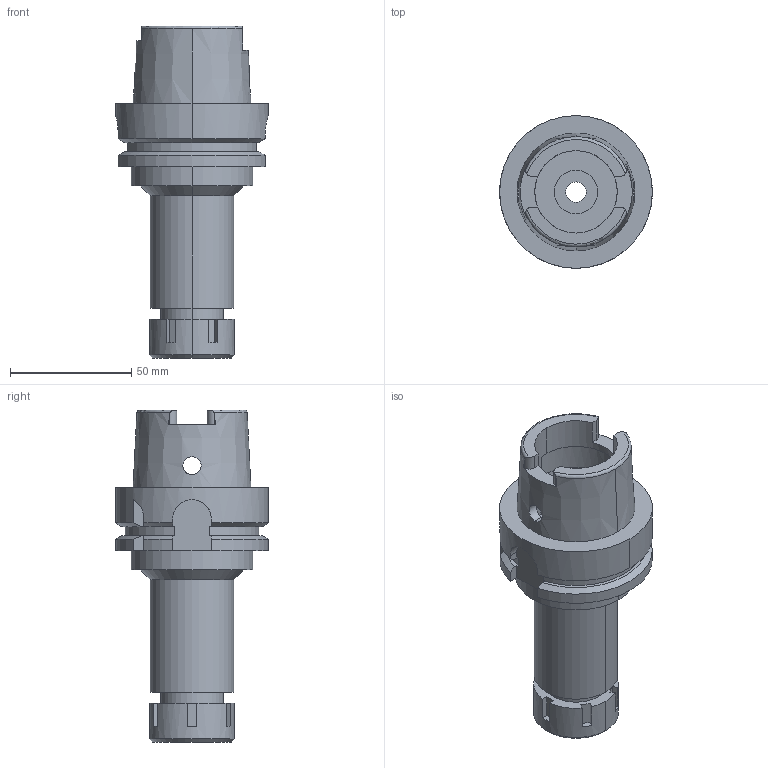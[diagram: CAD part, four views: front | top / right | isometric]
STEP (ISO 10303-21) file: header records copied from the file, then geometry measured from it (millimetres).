
FILE_DESCRIPTION((''),'2;1');
FILE_NAME('HA63NB13105-130_ASM','2017-11-07T',('ykawabe'),(''),'CREO PARAMETRIC BY PTC INC, 2016380','CREO PARAMETRIC BY PTC INC, 2016380','');
FILE_SCHEMA(('AUTOMOTIVE_DESIGN { 1 0 10303 214 1 1 1 1 }'));
Length unit declared in the file: millimetre
Products named in the file (5): HSK-A63-NBS13-105_1; NBC13-13_1; NBN13_1; DXF_TEMP_ASSY_ASM_4_ASM; HA63NB13105-130_ASM
Assembly tree (4 placements, depth 3):
  HA63NB13105-130_ASM
    DXF_TEMP_ASSY_ASM_4_ASM
      HSK-A63-NBS13-105_1
      NBC13-13_1
      NBN13_1
Bounding box: 63 x 63 x 137 mm (x, y, z)
Volume: 150482.4 mm3; surface area: 41169.8 mm2
Topology: 3 solids, 3 shells, 156 faces, 417 edges, 279 vertices
Faces by surface type: plane 75, cylinder 55, cone 22, torus 4
Entity records: 7243 total; most frequent: CARTESIAN_POINT 1186, DIRECTION 908, ORIENTED_EDGE 834, PRESENTATION_STYLE_ASSIGNMENT 425, STYLED_ITEM 425, CURVE_STYLE 422, EDGE_CURVE 417, AXIS2_PLACEMENT_3D 352
